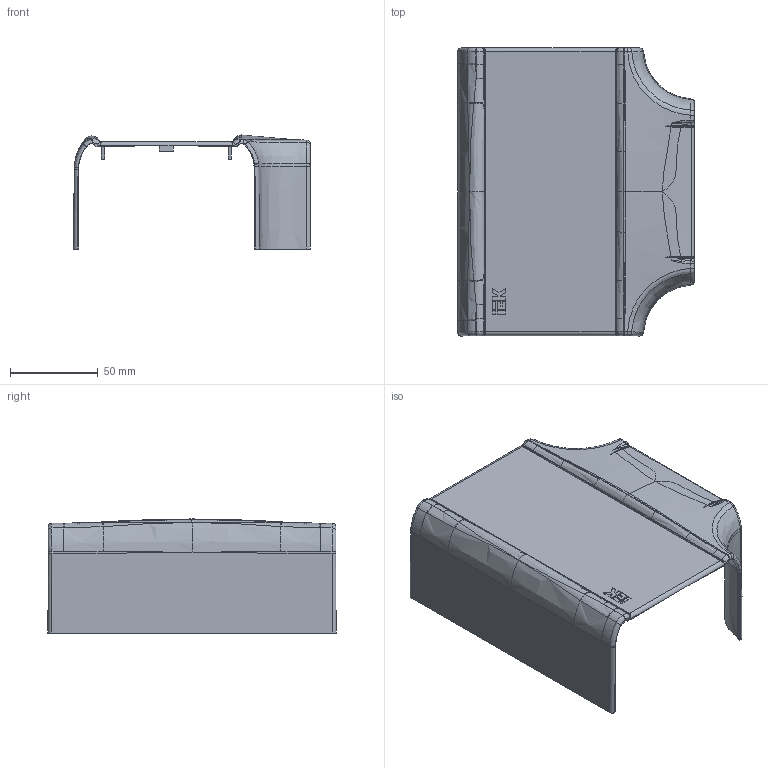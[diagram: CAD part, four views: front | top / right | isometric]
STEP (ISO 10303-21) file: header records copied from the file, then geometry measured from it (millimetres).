
FILE_DESCRIPTION (( 'STEP AP214' ), '1' );
FILE_NAME ('CKK-40D-T-100-060-K01 Ò-óãîë äëÿ Ê.Ê. Ïðàéìåð 100õ60.STEP', '2016-07-14T12:03:35', ( '' ), ( '' ), 'SwSTEP 2.0', 'SolidWorks 2014', '' );
FILE_SCHEMA (( 'AUTOMOTIVE_DESIGN' ));
Length unit declared in the file: millimetre
Products named in the file (1): CKK-40D-T-100-060-K01 Ò-óãîë äëÿ Ê.Ê. Ïðàéìåð 100õ60
Bounding box: 135.41 x 164.61 x 65.15 mm (x, y, z)
Volume: 76342.5 mm3; surface area: 75346.8 mm2
Topology: 1 solids, 1 shells, 585 faces, 1457 edges, 879 vertices
Faces by surface type: bspline 390, plane 140, cylinder 51, cone 4
Entity records: 53369 total; most frequent: CARTESIAN_POINT 42803, ORIENTED_EDGE 2906, EDGE_CURVE 1453, B_SPLINE_CURVE_WITH_KNOTS 1001, VERTEX_POINT 879, DIRECTION 859, EDGE_LOOP 594, FACE_OUTER_BOUND 585
